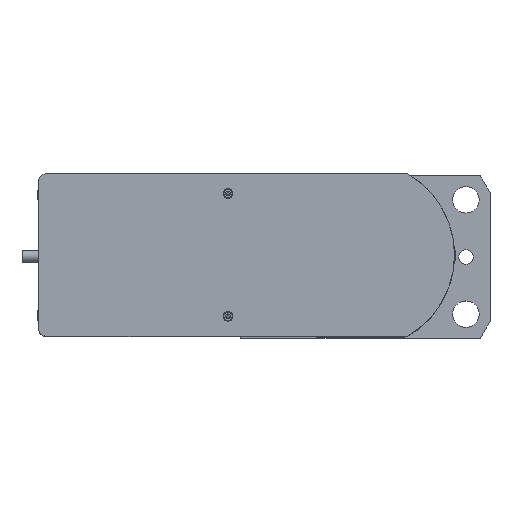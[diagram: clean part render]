
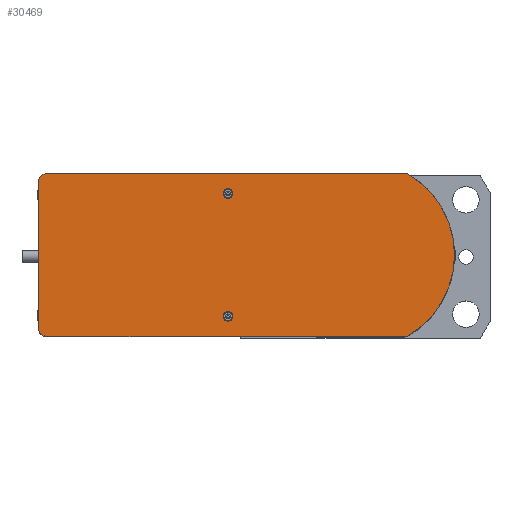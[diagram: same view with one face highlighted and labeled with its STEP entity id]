
A CAD part, top view. The second image highlights one B-rep face of the part: STEP entity #30469.
In plain terms, the highlighted planar face has unit normal (0, 0, 1).
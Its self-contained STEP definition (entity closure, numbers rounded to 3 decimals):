
#885=PLANE('',#32600);
#1533=FACE_BOUND('',#4844,.T.);
#1534=FACE_BOUND('',#4845,.T.);
#3015=FACE_OUTER_BOUND('',#4843,.T.);
#4843=EDGE_LOOP('',(#23114,#23115,#23116,#23117,#23118,#23119));
#4844=EDGE_LOOP('',(#23120));
#4845=EDGE_LOOP('',(#23121));
#6996=LINE('',#53280,#9576);
#6999=LINE('',#53290,#9579);
#7002=LINE('',#53298,#9582);
#9576=VECTOR('',#37386,10.);
#9579=VECTOR('',#37397,10.);
#9582=VECTOR('',#37408,10.);
#11078=CIRCLE('',#31665,4.);
#11080=CIRCLE('',#31676,4.);
#11457=CIRCLE('',#32590,78.);
#11458=CIRCLE('',#32593,6.6);
#11461=CIRCLE('',#32598,6.6);
#12220=VERTEX_POINT('',#42436);
#12234=VERTEX_POINT('',#42480);
#13378=VERTEX_POINT('',#53273);
#13379=VERTEX_POINT('',#53275);
#13380=VERTEX_POINT('',#53279);
#13381=VERTEX_POINT('',#53283);
#13383=VERTEX_POINT('',#53289);
#13384=VERTEX_POINT('',#53294);
#15086=EDGE_CURVE('',#12220,#12220,#11078,.T.);
#15107=EDGE_CURVE('',#12234,#12234,#11080,.T.);
#16851=EDGE_CURVE('',#13379,#13378,#11457,.T.);
#16853=EDGE_CURVE('',#13380,#13379,#6996,.T.);
#16855=EDGE_CURVE('',#13381,#13380,#11458,.T.);
#16858=EDGE_CURVE('',#13383,#13381,#6999,.T.);
#16861=EDGE_CURVE('',#13384,#13383,#11461,.T.);
#16863=EDGE_CURVE('',#13378,#13384,#7002,.T.);
#23114=ORIENTED_EDGE('',*,*,#16863,.T.);
#23115=ORIENTED_EDGE('',*,*,#16861,.T.);
#23116=ORIENTED_EDGE('',*,*,#16858,.T.);
#23117=ORIENTED_EDGE('',*,*,#16855,.T.);
#23118=ORIENTED_EDGE('',*,*,#16853,.T.);
#23119=ORIENTED_EDGE('',*,*,#16851,.T.);
#23120=ORIENTED_EDGE('',*,*,#15086,.T.);
#23121=ORIENTED_EDGE('',*,*,#15107,.T.);
#30469=ADVANCED_FACE('',(#3015,#1533,#1534),#885,.T.);
#31665=AXIS2_PLACEMENT_3D('',#42437,#34543,#34544);
#31676=AXIS2_PLACEMENT_3D('',#42481,#34584,#34585);
#32590=AXIS2_PLACEMENT_3D('',#53276,#37381,#37382);
#32593=AXIS2_PLACEMENT_3D('',#53284,#37390,#37391);
#32598=AXIS2_PLACEMENT_3D('',#53295,#37403,#37404);
#32600=AXIS2_PLACEMENT_3D('',#53299,#37409,#37410);
#34543=DIRECTION('center_axis',(0.,0.,
-1.));
#34544=DIRECTION('ref_axis',(-1.,0.,0.));
#34584=DIRECTION('center_axis',(0.,0.,
-1.));
#34585=DIRECTION('ref_axis',(-1.,0.,0.));
#37381=DIRECTION('center_axis',(0.,0.,
1.));
#37382=DIRECTION('ref_axis',(-0.865,-0.501,0.));
#37386=DIRECTION('',(0.,-1.,0.));
#37390=DIRECTION('center_axis',(0.,0.,
1.));
#37391=DIRECTION('ref_axis',(0.,1.,0.));
#37397=DIRECTION('',(-1.,0.,0.));
#37403=DIRECTION('center_axis',(0.,0.,
1.));
#37404=DIRECTION('ref_axis',(1.,0.,0.));
#37408=DIRECTION('',(0.,1.,0.));
#37409=DIRECTION('center_axis',(0.,0.,
1.));
#37410=DIRECTION('ref_axis',(0.,-1.,0.));
#42436=CARTESIAN_POINT('',(-47.,110.,1017.));
#42437=CARTESIAN_POINT('Origin',(-51.,110.,1017.));
#42480=CARTESIAN_POINT('',(55.,110.,1017.));
#42481=CARTESIAN_POINT('Origin',(51.,110.,1017.));
#53273=CARTESIAN_POINT('',(67.5,-39.086,1017.));
#53275=CARTESIAN_POINT('',(-67.5,-39.086,1017.));
#53276=CARTESIAN_POINT('Origin',(0.,0.,
1017.));
#53279=CARTESIAN_POINT('',(-67.5,260.4,1017.));
#53280=CARTESIAN_POINT('',(-67.5,260.4,1017.));
#53283=CARTESIAN_POINT('',(-60.9,267.,1017.));
#53284=CARTESIAN_POINT('Origin',(-60.9,260.4,1017.));
#53289=CARTESIAN_POINT('',(60.9,267.,1017.));
#53290=CARTESIAN_POINT('',(60.9,267.,1017.));
#53294=CARTESIAN_POINT('',(67.5,260.4,1017.));
#53295=CARTESIAN_POINT('Origin',(60.9,260.4,1017.));
#53298=CARTESIAN_POINT('',(67.5,-39.086,1017.));
#53299=CARTESIAN_POINT('Origin',(0.,110.654,
1017.));
